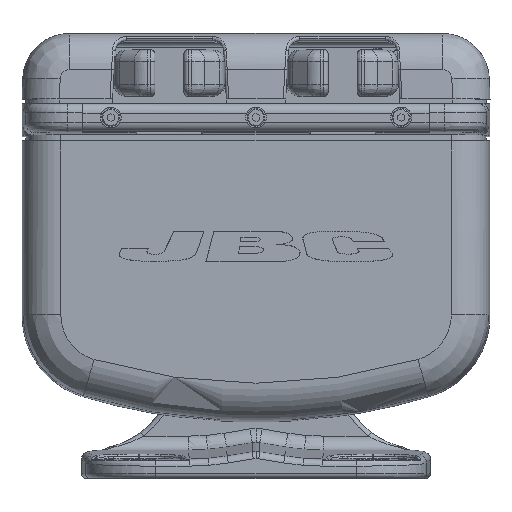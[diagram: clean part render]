
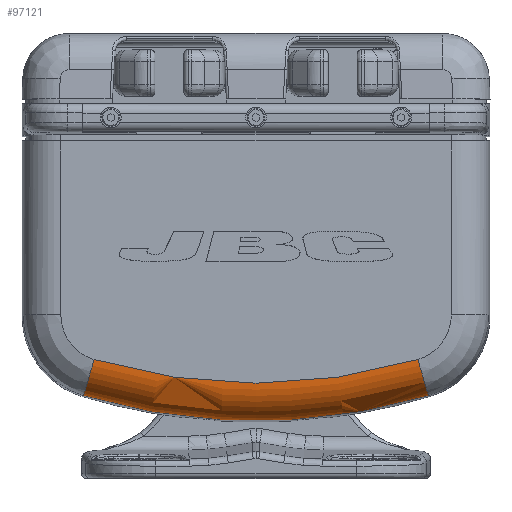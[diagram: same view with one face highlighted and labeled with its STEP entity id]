
A CAD part, top view. The second image highlights one B-rep face of the part: STEP entity #97121.
In plain terms, the highlighted toroidal (fillet/blend) face has major radius 120.711 mm and minor radius 8 mm.
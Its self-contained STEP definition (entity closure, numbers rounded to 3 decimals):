
#3156 = DIRECTION ( 'NONE',  ( -0.958, 0.286, 0. ) ) ;
#5066 = FACE_OUTER_BOUND ( 'NONE', #41025, .T. ) ;
#5652 = DIRECTION ( 'NONE',  ( 1., 0., 0. ) ) ;
#8963 = DIRECTION ( 'NONE',  ( 0.286, -0.958, 0. ) ) ;
#16755 = AXIS2_PLACEMENT_3D ( 'NONE', #108663, #25443, #53331 ) ;
#16984 = CIRCLE ( 'NONE', #100362, 120.711 ) ;
#18112 = DIRECTION ( 'NONE',  ( -0.958, -0.286, 0. ) ) ;
#22695 = DIRECTION ( 'NONE',  ( 0., 0., 1. ) ) ;
#25443 = DIRECTION ( 'NONE',  ( 0., 0., -1. ) ) ;
#26433 = ORIENTED_EDGE ( 'NONE', *, *, #59366, .F. ) ;
#28386 = EDGE_CURVE ( 'NONE', #101868, #31889, #66339, .T. ) ;
#31022 = CARTESIAN_POINT ( 'NONE',  ( -16.016, 177.085, 112.919 ) ) ;
#31889 = VERTEX_POINT ( 'NONE', #64602 ) ;
#40829 = DIRECTION ( 'NONE',  ( -0.286, -0.958, 0. ) ) ;
#41025 = EDGE_LOOP ( 'NONE', ( #53368, #26433, #101505, #99601 ) ) ;
#48083 = CARTESIAN_POINT ( 'NONE',  ( -52.853, 53.761, 105.128 ) ) ;
#53312 = CARTESIAN_POINT ( 'NONE',  ( 18.531, 61.424, 104.919 ) ) ;
#53331 = DIRECTION ( 'NONE',  ( -1., 0., 0. ) ) ;
#53368 = ORIENTED_EDGE ( 'NONE', *, *, #28386, .T. ) ;
#54696 = CARTESIAN_POINT ( 'NONE',  ( -50.564, 61.424, 112.919 ) ) ;
#56396 = AXIS2_PLACEMENT_3D ( 'NONE', #94859, #3156, #40829 ) ;
#59262 = TOROIDAL_SURFACE ( 'NONE', #68984, 120.711, 8. ) ;
#59366 = EDGE_CURVE ( 'NONE', #112431, #31889, #16984, .T. ) ;
#64602 = CARTESIAN_POINT ( 'NONE',  ( 18.531, 61.424, 112.919 ) ) ;
#66339 = CIRCLE ( 'NONE', #79971, 8. ) ;
#68984 = AXIS2_PLACEMENT_3D ( 'NONE', #79737, #22695, #5652 ) ;
#79737 = CARTESIAN_POINT ( 'NONE',  ( -16.016, 177.085, 104.919 ) ) ;
#79971 = AXIS2_PLACEMENT_3D ( 'NONE', #53312, #18112, #8963 ) ;
#81864 = EDGE_CURVE ( 'NONE', #101868, #103548, #84525, .T. ) ;
#84525 = CIRCLE ( 'NONE', #16755, 128.708 ) ;
#86891 = DIRECTION ( 'NONE',  ( 1., 0., 0. ) ) ;
#94859 = CARTESIAN_POINT ( 'NONE',  ( -50.564, 61.424, 104.919 ) ) ;
#96002 = DIRECTION ( 'NONE',  ( 0., 0., 1. ) ) ;
#97121 = ADVANCED_FACE ( 'NONE', ( #5066 ), #59262, .T. ) ;
#99601 = ORIENTED_EDGE ( 'NONE', *, *, #81864, .F. ) ;
#100362 = AXIS2_PLACEMENT_3D ( 'NONE', #31022, #96002, #86891 ) ;
#101505 = ORIENTED_EDGE ( 'NONE', *, *, #104568, .F. ) ;
#101868 = VERTEX_POINT ( 'NONE', #112705 ) ;
#103548 = VERTEX_POINT ( 'NONE', #48083 ) ;
#104568 = EDGE_CURVE ( 'NONE', #103548, #112431, #110731, .T. ) ;
#108663 = CARTESIAN_POINT ( 'NONE',  ( -16.016, 177.085, 105.128 ) ) ;
#110731 = CIRCLE ( 'NONE', #56396, 8. ) ;
#112431 = VERTEX_POINT ( 'NONE', #54696 ) ;
#112705 = CARTESIAN_POINT ( 'NONE',  ( 20.82, 53.761, 105.128 ) ) ;
